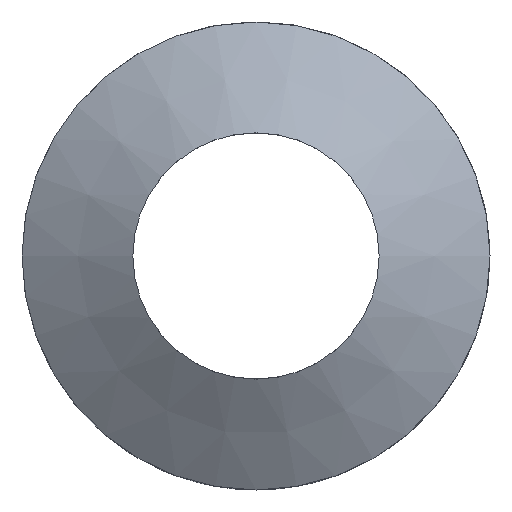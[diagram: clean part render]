
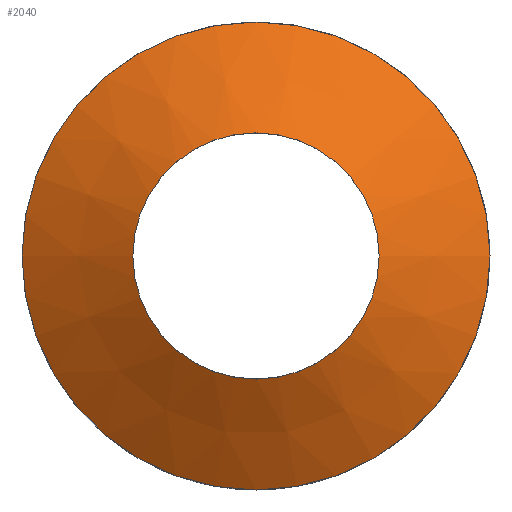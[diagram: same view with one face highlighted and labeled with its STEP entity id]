
A CAD part, left-side view. The second image highlights one B-rep face of the part: STEP entity #2040.
In plain terms, the highlighted conical face has half-angle 60 degrees and reference radius 3.625 mm.
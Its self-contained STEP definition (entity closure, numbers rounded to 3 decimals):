
#19=FACE_BOUND('',#443,.T.);
#91=CONICAL_SURFACE('',#2241,3.625,60.);
#179=CIRCLE('',#2225,2.5);
#185=CIRCLE('',#2242,4.75);
#336=FACE_OUTER_BOUND('',#442,.T.);
#442=EDGE_LOOP('',(#1810));
#443=EDGE_LOOP('',(#1811));
#924=VERTEX_POINT('',#3633);
#934=VERTEX_POINT('',#3696);
#1208=EDGE_CURVE('',#924,#924,#179,.T.);
#1228=EDGE_CURVE('',#934,#934,#185,.T.);
#1810=ORIENTED_EDGE('',*,*,#1208,.T.);
#1811=ORIENTED_EDGE('',*,*,#1228,.F.);
#2040=ADVANCED_FACE('',(#336,#19),#91,.T.);
#2225=AXIS2_PLACEMENT_3D('',#3634,#2715,#2716);
#2241=AXIS2_PLACEMENT_3D('',#3695,#2759,#2760);
#2242=AXIS2_PLACEMENT_3D('',#3697,#2761,#2762);
#2715=DIRECTION('center_axis',(1.,0.,0.));
#2716=DIRECTION('ref_axis',(0.,0.,-1.));
#2759=DIRECTION('center_axis',(1.,0.,0.));
#2760=DIRECTION('ref_axis',(0.,1.,0.));
#2761=DIRECTION('center_axis',(1.,0.,0.));
#2762=DIRECTION('ref_axis',(0.,0.,-1.));
#3633=CARTESIAN_POINT('',(0.,2.5,0.));
#3634=CARTESIAN_POINT('Origin',(0.,0.,0.));
#3695=CARTESIAN_POINT('Origin',(0.65,0.,0.));
#3696=CARTESIAN_POINT('',(1.299,4.75,0.));
#3697=CARTESIAN_POINT('Origin',(1.299,0.,0.));
